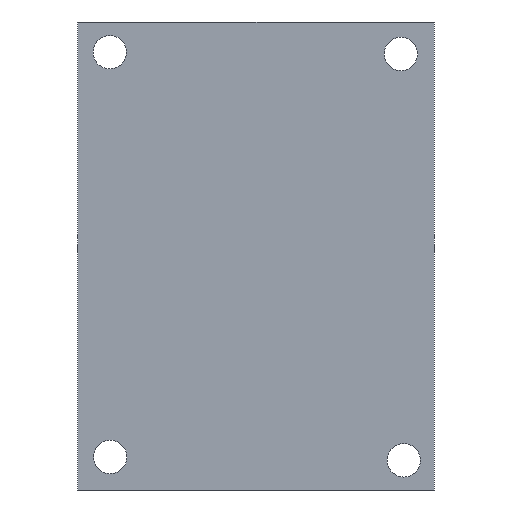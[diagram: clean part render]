
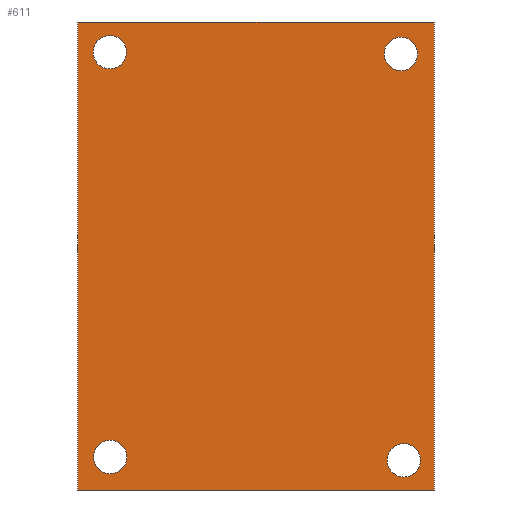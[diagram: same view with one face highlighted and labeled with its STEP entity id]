
A CAD part, left-side view. The second image highlights one B-rep face of the part: STEP entity #611.
In plain terms, the highlighted planar face has unit normal (-1, 0, 0).
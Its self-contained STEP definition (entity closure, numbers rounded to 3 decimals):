
#310=CARTESIAN_POINT('Vertex',(0.,0.,42.)) ;
#315=CARTESIAN_POINT('Line Origine',(0.,0.,21.)) ;
#319=CARTESIAN_POINT('Vertex',(0.,0.,0.)) ;
#350=CARTESIAN_POINT('Vertex',(0.,32.,0.)) ;
#355=CARTESIAN_POINT('Line Origine',(0.,32.,21.)) ;
#359=CARTESIAN_POINT('Vertex',(0.,32.,42.)) ;
#386=CARTESIAN_POINT('Line Origine',(0.,16.,42.)) ;
#413=CARTESIAN_POINT('Line Origine',(0.,16.,0.)) ;
#528=CARTESIAN_POINT('Axis2P3D Location',(0.,0.,0.)) ;
#539=CARTESIAN_POINT('Axis2P3D Location',(0.,3.001,39.135)) ;
#543=CARTESIAN_POINT('Vertex',(0.,1.501,39.135)) ;
#545=CARTESIAN_POINT('Vertex',(0.,4.501,39.135)) ;
#548=CARTESIAN_POINT('Axis2P3D Location',(0.,3.001,39.135)) ;
#557=CARTESIAN_POINT('Axis2P3D Location',(0.,29.124,39.286)) ;
#561=CARTESIAN_POINT('Vertex',(0.,27.624,39.286)) ;
#563=CARTESIAN_POINT('Vertex',(0.,30.624,39.286)) ;
#566=CARTESIAN_POINT('Axis2P3D Location',(0.,29.124,39.286)) ;
#575=CARTESIAN_POINT('Axis2P3D Location',(0.,29.086,2.963)) ;
#579=CARTESIAN_POINT('Vertex',(0.,27.586,2.963)) ;
#581=CARTESIAN_POINT('Vertex',(0.,30.586,2.963)) ;
#584=CARTESIAN_POINT('Axis2P3D Location',(0.,29.086,2.963)) ;
#593=CARTESIAN_POINT('Axis2P3D Location',(0.,2.738,2.662)) ;
#597=CARTESIAN_POINT('Vertex',(0.,1.238,2.662)) ;
#599=CARTESIAN_POINT('Vertex',(0.,4.238,2.662)) ;
#602=CARTESIAN_POINT('Axis2P3D Location',(0.,2.738,2.662)) ;
#316=DIRECTION('Vector Direction',(0.,0.,-1.)) ;
#356=DIRECTION('Vector Direction',(0.,0.,1.)) ;
#387=DIRECTION('Vector Direction',(0.,-1.,0.)) ;
#414=DIRECTION('Vector Direction',(0.,1.,0.)) ;
#529=DIRECTION('Axis2P3D Direction',(1.,0.,0.)) ;
#530=DIRECTION('Axis2P3D XDirection',(0.,1.,0.)) ;
#540=DIRECTION('Axis2P3D Direction',(1.,0.,0.)) ;
#549=DIRECTION('Axis2P3D Direction',(1.,0.,0.)) ;
#558=DIRECTION('Axis2P3D Direction',(1.,0.,0.)) ;
#567=DIRECTION('Axis2P3D Direction',(1.,0.,0.)) ;
#576=DIRECTION('Axis2P3D Direction',(1.,0.,0.)) ;
#585=DIRECTION('Axis2P3D Direction',(1.,0.,0.)) ;
#594=DIRECTION('Axis2P3D Direction',(1.,0.,0.)) ;
#603=DIRECTION('Axis2P3D Direction',(1.,0.,0.)) ;
#531=AXIS2_PLACEMENT_3D('Plane Axis2P3D',#528,#529,#530) ;
#541=AXIS2_PLACEMENT_3D('Circle Axis2P3D',#539,#540,$) ;
#550=AXIS2_PLACEMENT_3D('Circle Axis2P3D',#548,#549,$) ;
#559=AXIS2_PLACEMENT_3D('Circle Axis2P3D',#557,#558,$) ;
#568=AXIS2_PLACEMENT_3D('Circle Axis2P3D',#566,#567,$) ;
#577=AXIS2_PLACEMENT_3D('Circle Axis2P3D',#575,#576,$) ;
#586=AXIS2_PLACEMENT_3D('Circle Axis2P3D',#584,#585,$) ;
#595=AXIS2_PLACEMENT_3D('Circle Axis2P3D',#593,#594,$) ;
#604=AXIS2_PLACEMENT_3D('Circle Axis2P3D',#602,#603,$) ;
#534=ORIENTED_EDGE('',*,*,#321,.F.) ;
#535=ORIENTED_EDGE('',*,*,#390,.F.) ;
#536=ORIENTED_EDGE('',*,*,#361,.F.) ;
#537=ORIENTED_EDGE('',*,*,#417,.F.) ;
#554=ORIENTED_EDGE('',*,*,#547,.T.) ;
#555=ORIENTED_EDGE('',*,*,#552,.T.) ;
#572=ORIENTED_EDGE('',*,*,#565,.T.) ;
#573=ORIENTED_EDGE('',*,*,#570,.T.) ;
#590=ORIENTED_EDGE('',*,*,#583,.T.) ;
#591=ORIENTED_EDGE('',*,*,#588,.T.) ;
#608=ORIENTED_EDGE('',*,*,#601,.T.) ;
#609=ORIENTED_EDGE('',*,*,#606,.T.) ;
#556=FACE_BOUND('',#553,.T.) ;
#574=FACE_BOUND('',#571,.T.) ;
#592=FACE_BOUND('',#589,.T.) ;
#610=FACE_BOUND('',#607,.T.) ;
#317=VECTOR('Line Direction',#316,1.) ;
#357=VECTOR('Line Direction',#356,1.) ;
#388=VECTOR('Line Direction',#387,1.) ;
#415=VECTOR('Line Direction',#414,1.) ;
#611=ADVANCED_FACE('PartBody',(#538,#556,#574,#592,#610),#532,.F.) ;
#542=CIRCLE('generated circle',#541,1.5) ;
#551=CIRCLE('generated circle',#550,1.5) ;
#560=CIRCLE('generated circle',#559,1.5) ;
#569=CIRCLE('generated circle',#568,1.5) ;
#578=CIRCLE('generated circle',#577,1.5) ;
#587=CIRCLE('generated circle',#586,1.5) ;
#596=CIRCLE('generated circle',#595,1.5) ;
#605=CIRCLE('generated circle',#604,1.5) ;
#321=EDGE_CURVE('',#311,#320,#318,.T.) ;
#361=EDGE_CURVE('',#351,#360,#358,.T.) ;
#390=EDGE_CURVE('',#360,#311,#389,.T.) ;
#417=EDGE_CURVE('',#320,#351,#416,.T.) ;
#547=EDGE_CURVE('',#544,#546,#542,.T.) ;
#552=EDGE_CURVE('',#546,#544,#551,.T.) ;
#565=EDGE_CURVE('',#562,#564,#560,.T.) ;
#570=EDGE_CURVE('',#564,#562,#569,.T.) ;
#583=EDGE_CURVE('',#580,#582,#578,.T.) ;
#588=EDGE_CURVE('',#582,#580,#587,.T.) ;
#601=EDGE_CURVE('',#598,#600,#596,.T.) ;
#606=EDGE_CURVE('',#600,#598,#605,.T.) ;
#533=EDGE_LOOP('',(#534,#535,#536,#537)) ;
#553=EDGE_LOOP('',(#554,#555)) ;
#571=EDGE_LOOP('',(#572,#573)) ;
#589=EDGE_LOOP('',(#590,#591)) ;
#607=EDGE_LOOP('',(#608,#609)) ;
#538=FACE_OUTER_BOUND('',#533,.T.) ;
#318=LINE('Line',#315,#317) ;
#358=LINE('Line',#355,#357) ;
#389=LINE('Line',#386,#388) ;
#416=LINE('Line',#413,#415) ;
#532=PLANE('',#531) ;
#311=VERTEX_POINT('',#310) ;
#320=VERTEX_POINT('',#319) ;
#351=VERTEX_POINT('',#350) ;
#360=VERTEX_POINT('',#359) ;
#544=VERTEX_POINT('',#543) ;
#546=VERTEX_POINT('',#545) ;
#562=VERTEX_POINT('',#561) ;
#564=VERTEX_POINT('',#563) ;
#580=VERTEX_POINT('',#579) ;
#582=VERTEX_POINT('',#581) ;
#598=VERTEX_POINT('',#597) ;
#600=VERTEX_POINT('',#599) ;
